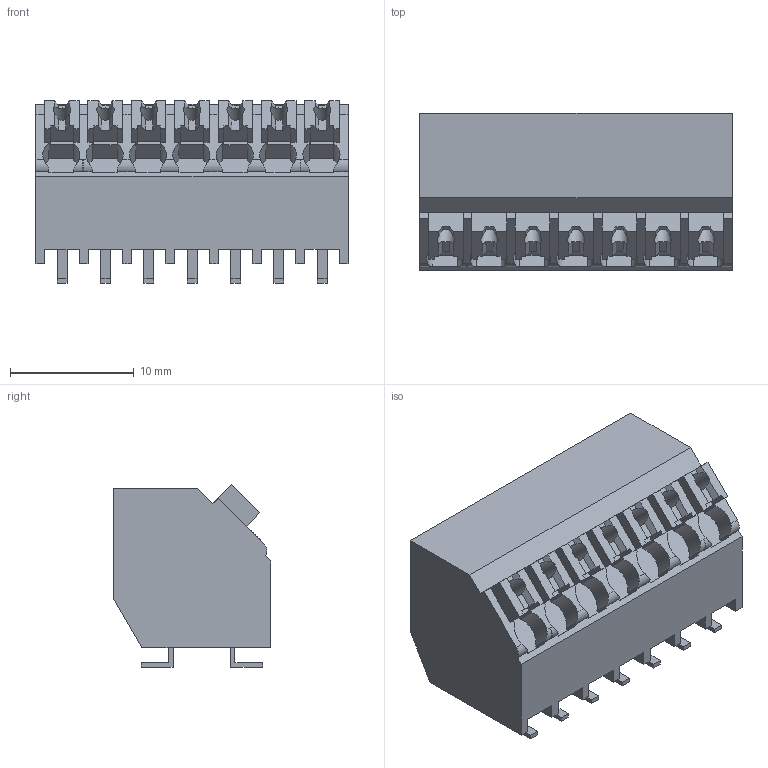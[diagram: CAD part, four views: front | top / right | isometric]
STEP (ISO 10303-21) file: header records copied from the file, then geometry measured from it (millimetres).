
FILE_DESCRIPTION(('CATIA V5 STEP Exchange','CAx-IF Rec.Pracs.--- Model Styling and Organization---1.2---2011-12-15'),'2;1');
FILE_NAME ('D1452205_0_1473370000_1473370000.stp','2018-03-24T16:12:15+00:00',('none'),('Weidmueller'),'CATIA Version 5-6 Release 2014','CATIA V5 STEP AP214','none');
FILE_SCHEMA(('AUTOMOTIVE_DESIGN { 1 0 10303 214 1 1 1 1 }'));
Length unit declared in the file: millimetre
Products named in the file (1): 1473370000
Bounding box: 25.2 x 12.7 x 14.71 mm (x, y, z)
Volume: 2867.4 mm3; surface area: 2943.5 mm2
Topology: 22 solids, 22 shells, 477 faces, 1363 edges, 930 vertices
Faces by surface type: plane 438, cylinder 39
Entity records: 14306 total; most frequent: CARTESIAN_POINT 2877, ORIENTED_EDGE 2726, DIRECTION 1741, EDGE_CURVE 1363, VECTOR 1218, LINE 1218, VERTEX_POINT 930, EDGE_LOOP 491
